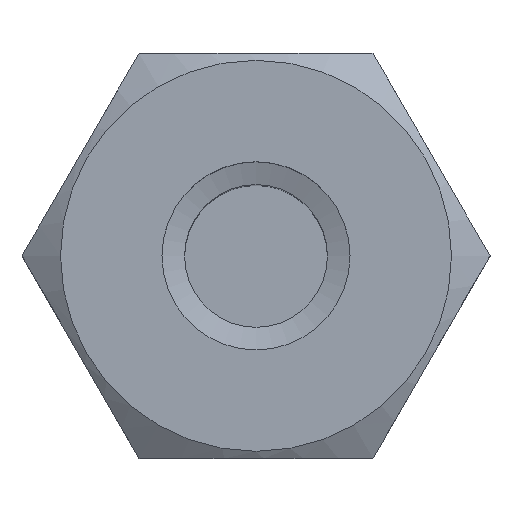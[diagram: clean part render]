
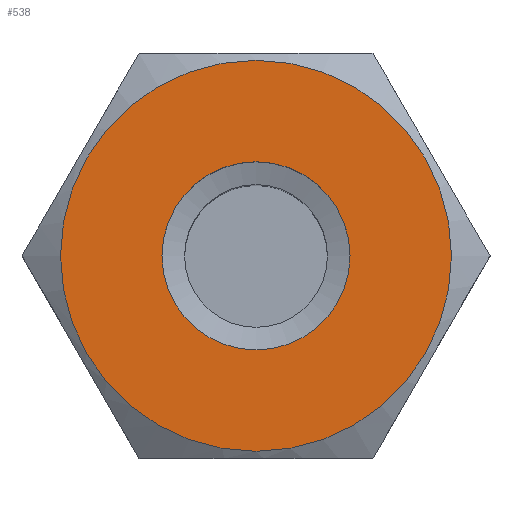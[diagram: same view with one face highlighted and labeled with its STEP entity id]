
A CAD part, top view. The second image highlights one B-rep face of the part: STEP entity #538.
In plain terms, the highlighted planar face has unit normal (0, 0, 1).
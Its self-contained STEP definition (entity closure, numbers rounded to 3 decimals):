
#45=CIRCLE('',#571,4.261);
#49=CIRCLE('',#579,2.05);
#140=ORIENTED_EDGE('',*,*,#179,.T.);
#141=ORIENTED_EDGE('',*,*,#183,.F.);
#179=EDGE_CURVE('',#211,#211,#45,.T.);
#183=EDGE_CURVE('',#215,#215,#49,.T.);
#211=VERTEX_POINT('',#4507);
#215=VERTEX_POINT('',#4519);
#284=EDGE_LOOP('',(#140));
#285=EDGE_LOOP('',(#141));
#322=FACE_BOUND('',#284,.T.);
#323=FACE_BOUND('',#285,.T.);
#336=PLANE('',#580);
#538=ADVANCED_FACE('',(#322,#323),#336,.T.);
#571=AXIS2_PLACEMENT_3D('',#4506,#653,#654);
#579=AXIS2_PLACEMENT_3D('',#4518,#669,#670);
#580=AXIS2_PLACEMENT_3D('',#4520,#671,#672);
#653=DIRECTION('',(0.,0.,1.));
#654=DIRECTION('',(1.,0.,0.));
#669=DIRECTION('',(0.,0.,1.));
#670=DIRECTION('',(1.,0.,0.));
#671=DIRECTION('',(0.,0.,1.));
#672=DIRECTION('',(1.,0.,0.));
#4506=CARTESIAN_POINT('',(0.,0.,22.1));
#4507=CARTESIAN_POINT('',(4.261,0.,22.1));
#4518=CARTESIAN_POINT('',(0.,0.,22.1));
#4519=CARTESIAN_POINT('',(2.05,0.,22.1));
#4520=CARTESIAN_POINT('',(2.05,0.,22.1));
